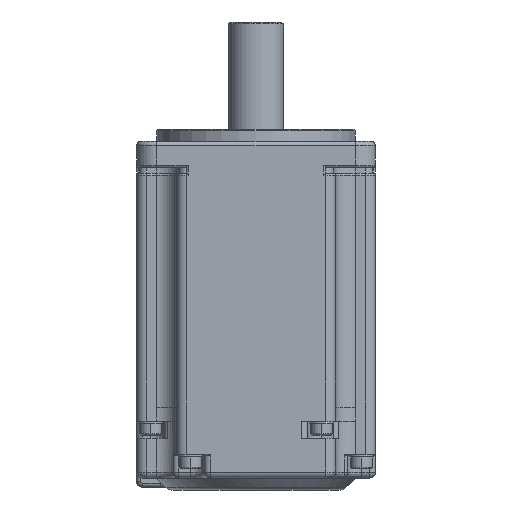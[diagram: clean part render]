
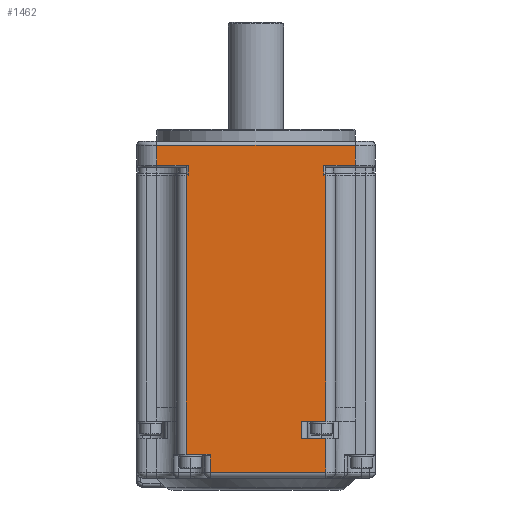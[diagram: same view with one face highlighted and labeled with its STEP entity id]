
A CAD part, front view. The second image highlights one B-rep face of the part: STEP entity #1462.
In plain terms, the highlighted planar face has unit normal (0, -1, 0).
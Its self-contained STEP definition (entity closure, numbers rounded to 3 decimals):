
#870=CARTESIAN_POINT('',(-125.,-30.,-30.5));
#871=VERTEX_POINT('',#870);
#872=CARTESIAN_POINT('',(-125.,-30.,-35.5));
#873=VERTEX_POINT('',#872);
#874=CARTESIAN_POINT('',(-125.,-30.,-30.5));
#875=DIRECTION('',(0.,0.,-1.));
#876=VECTOR('',#875,5.);
#877=LINE('',#874,#876);
#878=EDGE_CURVE('',#871,#873,#877,.T.);
#1292=CARTESIAN_POINT('',(-132.5,-30.,-38.));
#1293=VERTEX_POINT('',#1292);
#1294=CARTESIAN_POINT('',(-132.5,-30.,-99.8));
#1295=VERTEX_POINT('',#1294);
#1296=CARTESIAN_POINT('',(-132.5,-30.,-38.));
#1297=DIRECTION('',(0.,0.,-1.));
#1298=VECTOR('',#1297,61.8);
#1299=LINE('',#1296,#1298);
#1300=EDGE_CURVE('',#1293,#1295,#1299,.T.);
#1320=CARTESIAN_POINT('',(-150.,-30.,-78.15));
#1321=DIRECTION('',(0.,0.,-1.));
#1322=DIRECTION('',(0.,-1.,0.));
#1323=AXIS2_PLACEMENT_3D('',#1320,#1322,#1321);
#1324=PLANE('',#1323);
#1325=CARTESIAN_POINT('',(-133.,-30.,-38.));
#1326=VERTEX_POINT('',#1325);
#1327=CARTESIAN_POINT('',(-132.5,-30.,-38.));
#1328=DIRECTION('',(-1.,0.,0.));
#1329=VECTOR('',#1328,0.5);
#1330=LINE('',#1327,#1329);
#1331=EDGE_CURVE('',#1293,#1326,#1330,.T.);
#1332=ORIENTED_EDGE('',*,*,#1331,.T.);
#1333=CARTESIAN_POINT('',(-133.,-30.,-35.5));
#1334=VERTEX_POINT('',#1333);
#1335=CARTESIAN_POINT('',(-133.,-30.,-38.));
#1336=DIRECTION('',(0.,0.,1.));
#1337=VECTOR('',#1336,2.5);
#1338=LINE('',#1335,#1337);
#1339=EDGE_CURVE('',#1326,#1334,#1338,.T.);
#1340=ORIENTED_EDGE('',*,*,#1339,.T.);
#1341=CARTESIAN_POINT('',(-133.,-30.,-35.5));
#1342=DIRECTION('',(1.,0.,0.));
#1343=VECTOR('',#1342,8.);
#1344=LINE('',#1341,#1343);
#1345=EDGE_CURVE('',#1334,#873,#1344,.T.);
#1346=ORIENTED_EDGE('',*,*,#1345,.T.);
#1347=ORIENTED_EDGE('',*,*,#878,.F.);
#1348=CARTESIAN_POINT('',(-175.,-30.,-30.5));
#1349=VERTEX_POINT('',#1348);
#1350=CARTESIAN_POINT('',(-125.,-30.,-30.5));
#1351=DIRECTION('',(-1.,0.,0.));
#1352=VECTOR('',#1351,50.);
#1353=LINE('',#1350,#1352);
#1354=EDGE_CURVE('',#871,#1349,#1353,.T.);
#1355=ORIENTED_EDGE('',*,*,#1354,.T.);
#1356=CARTESIAN_POINT('',(-175.,-30.,-35.5));
#1357=VERTEX_POINT('',#1356);
#1358=CARTESIAN_POINT('',(-175.,-30.,-30.5));
#1359=DIRECTION('',(0.,0.,-1.));
#1360=VECTOR('',#1359,5.);
#1361=LINE('',#1358,#1360);
#1362=EDGE_CURVE('',#1349,#1357,#1361,.T.);
#1363=ORIENTED_EDGE('',*,*,#1362,.T.);
#1364=CARTESIAN_POINT('',(-167.,-30.,-35.5));
#1365=VERTEX_POINT('',#1364);
#1366=CARTESIAN_POINT('',(-175.,-30.,-35.5));
#1367=DIRECTION('',(1.,0.,0.));
#1368=VECTOR('',#1367,8.);
#1369=LINE('',#1366,#1368);
#1370=EDGE_CURVE('',#1357,#1365,#1369,.T.);
#1371=ORIENTED_EDGE('',*,*,#1370,.T.);
#1372=CARTESIAN_POINT('',(-167.,-30.,-38.));
#1373=VERTEX_POINT('',#1372);
#1374=CARTESIAN_POINT('',(-167.,-30.,-35.5));
#1375=DIRECTION('',(0.,0.,-1.));
#1376=VECTOR('',#1375,2.5);
#1377=LINE('',#1374,#1376);
#1378=EDGE_CURVE('',#1365,#1373,#1377,.T.);
#1379=ORIENTED_EDGE('',*,*,#1378,.T.);
#1380=CARTESIAN_POINT('',(-167.5,-30.,-38.));
#1381=VERTEX_POINT('',#1380);
#1382=CARTESIAN_POINT('',(-167.,-30.,-38.));
#1383=DIRECTION('',(-1.,0.,0.));
#1384=VECTOR('',#1383,0.5);
#1385=LINE('',#1382,#1384);
#1386=EDGE_CURVE('',#1373,#1381,#1385,.T.);
#1387=ORIENTED_EDGE('',*,*,#1386,.T.);
#1388=CARTESIAN_POINT('',(-167.5,-30.,-108.1));
#1389=VERTEX_POINT('',#1388);
#1390=CARTESIAN_POINT('',(-167.5,-30.,-38.));
#1391=DIRECTION('',(0.,0.,-1.));
#1392=VECTOR('',#1391,70.1);
#1393=LINE('',#1390,#1392);
#1394=EDGE_CURVE('',#1381,#1389,#1393,.T.);
#1395=ORIENTED_EDGE('',*,*,#1394,.T.);
#1396=CARTESIAN_POINT('',(-162.597,-30.,-108.1));
#1397=VERTEX_POINT('',#1396);
#1398=CARTESIAN_POINT('',(-167.5,-30.,-108.1));
#1399=DIRECTION('',(1.,0.,0.));
#1400=VECTOR('',#1399,4.903);
#1401=LINE('',#1398,#1400);
#1402=EDGE_CURVE('',#1389,#1397,#1401,.T.);
#1403=ORIENTED_EDGE('',*,*,#1402,.T.);
#1404=CARTESIAN_POINT('',(-161.5,-30.,-108.3));
#1405=VERTEX_POINT('',#1404);
#1406=CARTESIAN_POINT('',(-162.597,-30.,-108.1));
#1407=CARTESIAN_POINT('',(-162.364,-30.,-108.1));
#1408=CARTESIAN_POINT('',(-161.542,-30.,-108.25));
#1409=CARTESIAN_POINT('',(-161.5,-30.,-108.3));
#1410=B_SPLINE_CURVE_WITH_KNOTS('',3,(#1406,#1407,#1408,#1409),.UNSPECIFIED.,.F.,.U.,(4,4),(0.,1.),.UNSPECIFIED.);
#1411=EDGE_CURVE('',#1397,#1405,#1410,.T.);
#1412=ORIENTED_EDGE('',*,*,#1411,.T.);
#1413=CARTESIAN_POINT('',(-161.5,-30.,-112.6));
#1414=VERTEX_POINT('',#1413);
#1415=CARTESIAN_POINT('',(-161.5,-30.,-108.3));
#1416=DIRECTION('',(0.,0.,-1.));
#1417=VECTOR('',#1416,4.3);
#1418=LINE('',#1415,#1417);
#1419=EDGE_CURVE('',#1405,#1414,#1418,.T.);
#1420=ORIENTED_EDGE('',*,*,#1419,.T.);
#1421=CARTESIAN_POINT('',(-132.5,-30.,-112.6));
#1422=VERTEX_POINT('',#1421);
#1423=CARTESIAN_POINT('',(-161.5,-30.,-112.6));
#1424=DIRECTION('',(1.,0.,0.));
#1425=VECTOR('',#1424,29.);
#1426=LINE('',#1423,#1425);
#1427=EDGE_CURVE('',#1414,#1422,#1426,.T.);
#1428=ORIENTED_EDGE('',*,*,#1427,.T.);
#1429=CARTESIAN_POINT('',(-132.5,-30.,-104.1));
#1430=VERTEX_POINT('',#1429);
#1431=CARTESIAN_POINT('',(-132.5,-30.,-112.6));
#1432=DIRECTION('',(0.,0.,1.));
#1433=VECTOR('',#1432,8.5);
#1434=LINE('',#1431,#1433);
#1435=EDGE_CURVE('',#1422,#1430,#1434,.T.);
#1436=ORIENTED_EDGE('',*,*,#1435,.T.);
#1437=CARTESIAN_POINT('',(-138.5,-30.,-104.1));
#1438=VERTEX_POINT('',#1437);
#1439=CARTESIAN_POINT('',(-132.5,-30.,-104.1));
#1440=DIRECTION('',(-1.,0.,0.));
#1441=VECTOR('',#1440,6.);
#1442=LINE('',#1439,#1441);
#1443=EDGE_CURVE('',#1430,#1438,#1442,.T.);
#1444=ORIENTED_EDGE('',*,*,#1443,.T.);
#1445=CARTESIAN_POINT('',(-138.5,-30.,-99.8));
#1446=VERTEX_POINT('',#1445);
#1447=CARTESIAN_POINT('',(-138.5,-30.,-104.1));
#1448=DIRECTION('',(0.,0.,1.));
#1449=VECTOR('',#1448,4.3);
#1450=LINE('',#1447,#1449);
#1451=EDGE_CURVE('',#1438,#1446,#1450,.T.);
#1452=ORIENTED_EDGE('',*,*,#1451,.T.);
#1453=CARTESIAN_POINT('',(-138.5,-30.,-99.8));
#1454=DIRECTION('',(1.,0.,0.));
#1455=VECTOR('',#1454,6.);
#1456=LINE('',#1453,#1455);
#1457=EDGE_CURVE('',#1446,#1295,#1456,.T.);
#1458=ORIENTED_EDGE('',*,*,#1457,.T.);
#1459=ORIENTED_EDGE('',*,*,#1300,.F.);
#1460=EDGE_LOOP('',(#1332,#1340,#1346,#1347,#1355,#1363,#1371,#1379,#1387,#1395,#1403,#1412,#1420,#1428,#1436,#1444,#1452,#1458,#1459));
#1461=FACE_OUTER_BOUND('',#1460,.T.);
#1462=ADVANCED_FACE('',(#1461),#1324,.T.);
